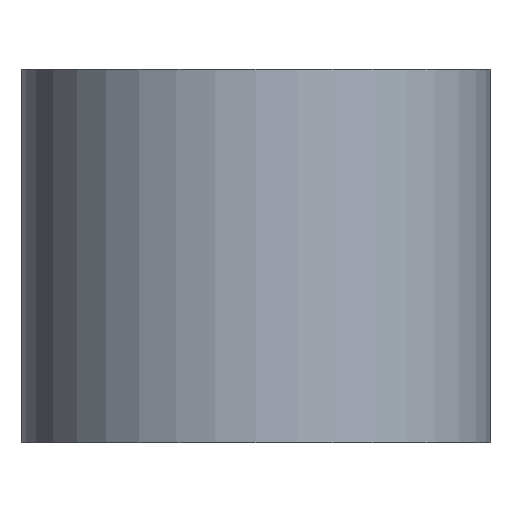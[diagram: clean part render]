
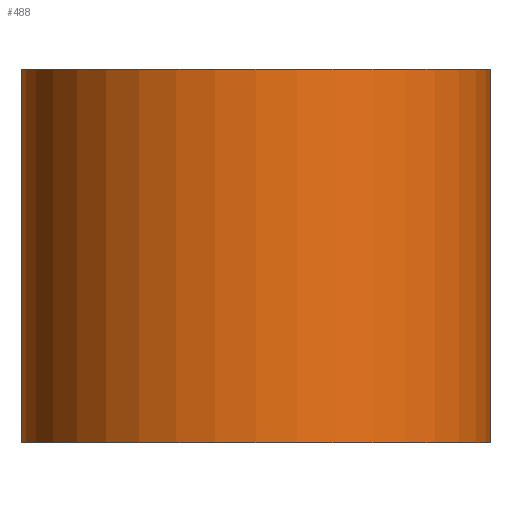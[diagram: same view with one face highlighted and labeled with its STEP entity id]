
A CAD part, front view. The second image highlights one B-rep face of the part: STEP entity #488.
In plain terms, the highlighted cylindrical face has radius 7.95 mm (diameter 15.9 mm), a partial arc.
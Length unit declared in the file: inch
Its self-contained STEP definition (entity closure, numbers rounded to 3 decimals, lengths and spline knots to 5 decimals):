
#3 = CYLINDRICAL_SURFACE ( 'NONE', #263, 0.313 ) ;
#7 = EDGE_LOOP ( 'NONE', ( #149, #339, #484, #235 ) ) ;
#11 = DIRECTION ( 'NONE',  ( 0., 0., -1. ) ) ;
#16 = CARTESIAN_POINT ( 'NONE',  ( 0.281, -0.749, 0.25 ) ) ;
#26 = CARTESIAN_POINT ( 'NONE',  ( -0.032, -1.062, 0.25 ) ) ;
#38 = DIRECTION ( 'NONE',  ( -1., 0., 0. ) ) ;
#47 = CARTESIAN_POINT ( 'NONE',  ( 0.281, -1.062, 0.25 ) ) ;
#92 = EDGE_CURVE ( 'NONE', #282, #216, #291, .T. ) ;
#116 = CIRCLE ( 'NONE', #190, 0.313 ) ;
#126 = VECTOR ( 'NONE', #11, 39.37008 ) ;
#149 = ORIENTED_EDGE ( 'NONE', *, *, #512, .F. ) ;
#171 = DIRECTION ( 'NONE',  ( 0., 0., -1. ) ) ;
#190 = AXIS2_PLACEMENT_3D ( 'NONE', #47, #533, #530 ) ;
#212 = CIRCLE ( 'NONE', #237, 0.313 ) ;
#216 = VERTEX_POINT ( 'NONE', #296 ) ;
#217 = CARTESIAN_POINT ( 'NONE',  ( 0.281, -0.749, -0.25 ) ) ;
#226 = LINE ( 'NONE', #410, #126 ) ;
#235 = ORIENTED_EDGE ( 'NONE', *, *, #92, .T. ) ;
#237 = AXIS2_PLACEMENT_3D ( 'NONE', #385, #382, #377 ) ;
#240 = EDGE_CURVE ( 'NONE', #268, #333, #226, .T. ) ;
#263 = AXIS2_PLACEMENT_3D ( 'NONE', #525, #171, #38 ) ;
#268 = VERTEX_POINT ( 'NONE', #16 ) ;
#282 = VERTEX_POINT ( 'NONE', #26 ) ;
#291 = LINE ( 'NONE', #521, #310 ) ;
#296 = CARTESIAN_POINT ( 'NONE',  ( -0.032, -1.062, -0.25 ) ) ;
#310 = VECTOR ( 'NONE', #520, 39.37008 ) ;
#322 = FACE_OUTER_BOUND ( 'NONE', #7, .T. ) ;
#333 = VERTEX_POINT ( 'NONE', #217 ) ;
#339 = ORIENTED_EDGE ( 'NONE', *, *, #240, .F. ) ;
#377 = DIRECTION ( 'NONE',  ( 1., 0., 0. ) ) ;
#382 = DIRECTION ( 'NONE',  ( 0., 0., -1. ) ) ;
#385 = CARTESIAN_POINT ( 'NONE',  ( 0.281, -1.062, -0.25 ) ) ;
#410 = CARTESIAN_POINT ( 'NONE',  ( 0.281, -0.749, 0.25 ) ) ;
#475 = EDGE_CURVE ( 'NONE', #268, #282, #116, .T. ) ;
#484 = ORIENTED_EDGE ( 'NONE', *, *, #475, .T. ) ;
#488 = ADVANCED_FACE ( 'NONE', ( #322 ), #3, .T. ) ;
#512 = EDGE_CURVE ( 'NONE', #333, #216, #212, .T. ) ;
#520 = DIRECTION ( 'NONE',  ( 0., 0., -1. ) ) ;
#521 = CARTESIAN_POINT ( 'NONE',  ( -0.032, -1.062, 0.25 ) ) ;
#525 = CARTESIAN_POINT ( 'NONE',  ( 0.281, -1.062, 0.25 ) ) ;
#530 = DIRECTION ( 'NONE',  ( 1., 0., 0. ) ) ;
#533 = DIRECTION ( 'NONE',  ( 0., 0., -1. ) ) ;
